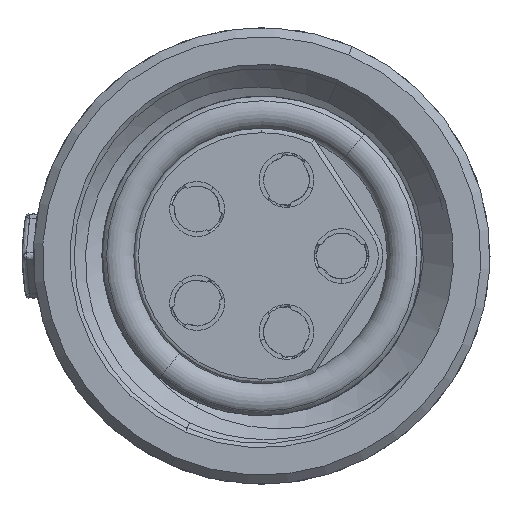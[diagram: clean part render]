
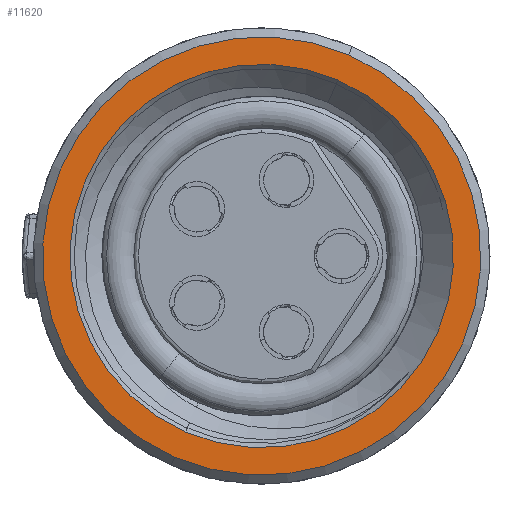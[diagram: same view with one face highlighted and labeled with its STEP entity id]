
A CAD part, left-side view. The second image highlights one B-rep face of the part: STEP entity #11620.
In plain terms, the highlighted face is planar.
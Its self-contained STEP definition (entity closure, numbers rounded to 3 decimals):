
#389 = EDGE_CURVE ( 'NONE', #8682, #25355, #41389, .T. ) ;
#1640 = DIRECTION ( 'NONE',  ( 0., 0., 1. ) ) ;
#1994 = AXIS2_PLACEMENT_3D ( 'NONE', #43927, #39386, #47262 ) ;
#2335 = FACE_BOUND ( 'NONE', #29412, .T. ) ;
#4156 = AXIS2_PLACEMENT_3D ( 'NONE', #12333, #43649, #8515 ) ;
#5191 = CARTESIAN_POINT ( 'NONE',  ( 7., 0., 0. ) ) ;
#6138 = DIRECTION ( 'NONE',  ( -1., 0., 0. ) ) ;
#6723 = ORIENTED_EDGE ( 'NONE', *, *, #389, .T. ) ;
#7435 = CARTESIAN_POINT ( 'NONE',  ( 7., 0., -4.2 ) ) ;
#8515 = DIRECTION ( 'NONE',  ( 0., 0., 1. ) ) ;
#8682 = VERTEX_POINT ( 'NONE', #10482 ) ;
#10482 = CARTESIAN_POINT ( 'NONE',  ( 7., 0., -4.8 ) ) ;
#11156 = EDGE_CURVE ( 'NONE', #25355, #8682, #25354, .T. ) ;
#11620 = ADVANCED_FACE ( 'NONE', ( #28809, #2335 ), #13772, .F. ) ;
#12267 = CIRCLE ( 'NONE', #4156, 4.2 ) ;
#12333 = CARTESIAN_POINT ( 'NONE',  ( 7., 0., 0. ) ) ;
#13586 = CARTESIAN_POINT ( 'NONE',  ( 7., 0., 0. ) ) ;
#13772 = PLANE ( 'NONE',  #39191 ) ;
#13954 = EDGE_CURVE ( 'NONE', #35721, #16113, #40213, .T. ) ;
#15365 = AXIS2_PLACEMENT_3D ( 'NONE', #5191, #20742, #32733 ) ;
#16113 = VERTEX_POINT ( 'NONE', #7435 ) ;
#20742 = DIRECTION ( 'NONE',  ( 1., 0., 0. ) ) ;
#21187 = CARTESIAN_POINT ( 'NONE',  ( 7., 5., 0. ) ) ;
#22264 = ORIENTED_EDGE ( 'NONE', *, *, #13954, .T. ) ;
#25354 = CIRCLE ( 'NONE', #31864, 4.8 ) ;
#25355 = VERTEX_POINT ( 'NONE', #26323 ) ;
#25809 = DIRECTION ( 'NONE',  ( 1., 0., 0. ) ) ;
#26323 = CARTESIAN_POINT ( 'NONE',  ( 7., 0., 4.8 ) ) ;
#28809 = FACE_OUTER_BOUND ( 'NONE', #29929, .T. ) ;
#29412 = EDGE_LOOP ( 'NONE', ( #45367, #22264 ) ) ;
#29929 = EDGE_LOOP ( 'NONE', ( #46524, #6723 ) ) ;
#31864 = AXIS2_PLACEMENT_3D ( 'NONE', #13586, #25809, #1640 ) ;
#32733 = DIRECTION ( 'NONE',  ( 0., 0., 1. ) ) ;
#35721 = VERTEX_POINT ( 'NONE', #48055 ) ;
#37002 = DIRECTION ( 'NONE',  ( 0., 0., 1. ) ) ;
#39191 = AXIS2_PLACEMENT_3D ( 'NONE', #21187, #6138, #37002 ) ;
#39386 = DIRECTION ( 'NONE',  ( -1., 0., 0. ) ) ;
#40213 = CIRCLE ( 'NONE', #1994, 4.2 ) ;
#41389 = CIRCLE ( 'NONE', #15365, 4.8 ) ;
#43375 = EDGE_CURVE ( 'NONE', #16113, #35721, #12267, .T. ) ;
#43649 = DIRECTION ( 'NONE',  ( -1., 0., 0. ) ) ;
#43927 = CARTESIAN_POINT ( 'NONE',  ( 7., 0., 0. ) ) ;
#45367 = ORIENTED_EDGE ( 'NONE', *, *, #43375, .T. ) ;
#46524 = ORIENTED_EDGE ( 'NONE', *, *, #11156, .T. ) ;
#47262 = DIRECTION ( 'NONE',  ( 0., 0., 1. ) ) ;
#48055 = CARTESIAN_POINT ( 'NONE',  ( 7., 0., 4.2 ) ) ;
